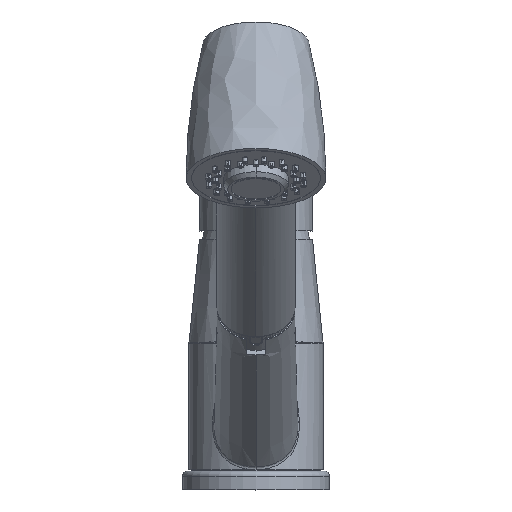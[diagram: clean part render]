
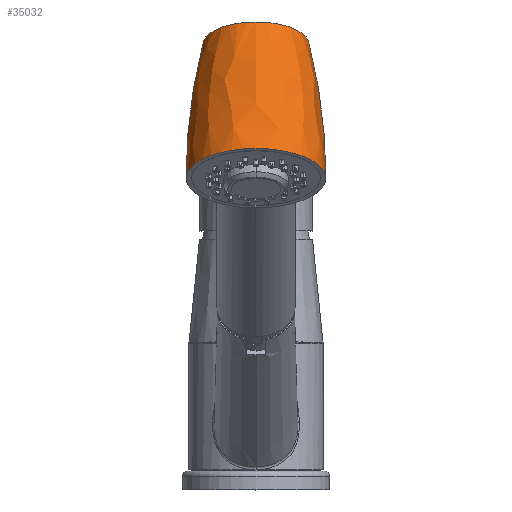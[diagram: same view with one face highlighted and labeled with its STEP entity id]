
A CAD part, top view. The second image highlights one B-rep face of the part: STEP entity #35032.
In plain terms, the highlighted free-form (B-spline) face has degree [3, 3] with [7, 4] control points.
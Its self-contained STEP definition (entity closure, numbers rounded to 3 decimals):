
#6974=CARTESIAN_POINT('',(219.125,114.566,199.401));
#6975=DIRECTION('',(0.,-0.423,-0.906));
#6976=DIRECTION('',(-1.,0.,0.));
#6977=AXIS2_PLACEMENT_3D('',#6974,#6975,#6976);
#6984=CARTESIAN_POINT('',(-219.125,114.566,199.401));
#6985=DIRECTION('',(0.,0.423,0.906));
#6986=DIRECTION('',(1.,0.,0.));
#6987=AXIS2_PLACEMENT_3D('',#6984,#6985,#6986);
#7146=CARTESIAN_POINT('',(0.,164.266,
176.225));
#7147=DIRECTION('',(0.,0.906,-0.423));
#7148=DIRECTION('',(-1.,0.,0.));
#7149=AXIS2_PLACEMENT_3D('',#7146,#7147,#7148);
#7151=CARTESIAN_POINT('',(0.,114.566,
199.401));
#7152=DIRECTION('',(0.,-0.906,0.423));
#7153=DIRECTION('',(1.,0.,0.));
#7154=AXIS2_PLACEMENT_3D('',#7151,#7152,#7153);
#23434=CARTESIAN_POINT('',(26.,114.566,199.401));
#23435=CARTESIAN_POINT('',(-26.,114.566,199.401));
#23436=VERTEX_POINT('',#23434);
#23437=VERTEX_POINT('',#23435);
#23465=CARTESIAN_POINT('',(-19.787,164.266,
176.225));
#23466=CARTESIAN_POINT('',(19.787,164.266,176.225));
#23467=VERTEX_POINT('',#23465);
#23468=VERTEX_POINT('',#23466);
#34996=CARTESIAN_POINT('',(19.499,164.724,174.658));
#34997=CARTESIAN_POINT('',(23.874,147.651,182.316));
#34998=CARTESIAN_POINT('',(26.033,130.288,190.263));
#34999=CARTESIAN_POINT('',(25.946,112.874,198.389));
#35000=CARTESIAN_POINT('',(20.254,169.796,185.533));
#35001=CARTESIAN_POINT('',(24.798,153.86,195.631));
#35002=CARTESIAN_POINT('',(27.041,137.058,204.782));
#35003=CARTESIAN_POINT('',(26.951,119.622,212.86));
#35004=CARTESIAN_POINT('',(12.023,173.5,193.477));
#35005=CARTESIAN_POINT('',(14.721,158.395,205.357));
#35006=CARTESIAN_POINT('',(16.052,142.004,215.387));
#35007=CARTESIAN_POINT('',(15.999,124.551,223.43));
#35008=CARTESIAN_POINT('',(0.,173.5,
193.477));
#35009=CARTESIAN_POINT('',(0.,158.395,
205.357));
#35010=CARTESIAN_POINT('',(0.,142.004,
215.387));
#35011=CARTESIAN_POINT('',(0.,124.551,
223.43));
#35012=CARTESIAN_POINT('',(-12.023,173.5,
193.477));
#35013=CARTESIAN_POINT('',(-14.721,158.395,
205.357));
#35014=CARTESIAN_POINT('',(-16.052,142.004,
215.387));
#35015=CARTESIAN_POINT('',(-15.999,124.551,
223.43));
#35016=CARTESIAN_POINT('',(-20.254,169.796,
185.533));
#35017=CARTESIAN_POINT('',(-24.798,153.86,
195.631));
#35018=CARTESIAN_POINT('',(-27.041,137.058,
204.782));
#35019=CARTESIAN_POINT('',(-26.951,119.622,
212.86));
#35020=CARTESIAN_POINT('',(-19.499,164.724,
174.658));
#35021=CARTESIAN_POINT('',(-23.874,147.651,
182.316));
#35022=CARTESIAN_POINT('',(-26.033,130.288,
190.263));
#35023=CARTESIAN_POINT('',(-25.946,112.874,
198.389));
#35024=(BOUNDED_SURFACE()B_SPLINE_SURFACE(3,3,((#34996,#34997,#34998,#34999),(
#35000,#35001,#35002,#35003),(#35004,#35005,#35006,#35007),(#35008,#35009,
#35010,#35011),(#35012,#35013,#35014,#35015),(#35016,#35017,#35018,#35019),(
#35020,#35021,#35022,#35023)),.UNSPECIFIED.,.F.,.F.,.F.)B_SPLINE_SURFACE_WITH_KNOTS((4,3,4),(4,4),(0.,1.,2.),(0.,1.),.UNSPECIFIED.)GEOMETRIC_REPRESENTATION_ITEM()RATIONAL_B_SPLINE_SURFACE(((1.191,1.186,
1.186,1.191),(0.941,0.937,
0.937,0.941),(0.941,0.937,
0.937,0.941),(1.191,1.186,
1.186,1.191),(0.941,0.937,
0.937,0.941),(0.941,0.937,
0.937,0.941),(1.191,1.186,
1.186,1.191)))REPRESENTATION_ITEM('')SURFACE());
#35025=ORIENTED_EDGE('',*,*,#34733,.T.);
#35026=ORIENTED_EDGE('',*,*,#34981,.F.);
#35028=ORIENTED_EDGE('',*,*,#35027,.T.);
#35029=ORIENTED_EDGE('',*,*,#34977,.T.);
#35030=EDGE_LOOP('',(#35025,#35026,#35028,#35029));
#35031=FACE_OUTER_BOUND('',#35030,.F.);
#35032=ADVANCED_FACE('',(#35031),#35024,.T.);
#6978=CIRCLE('',#6977,245.125);
#6988=CIRCLE('',#6987,245.125);
#7150=CIRCLE('',#7149,19.787);
#7155=CIRCLE('',#7154,26.);
#34733=EDGE_CURVE('',#23467,#23468,#7150,.T.);
#34977=EDGE_CURVE('',#23437,#23467,#6978,.T.);
#34981=EDGE_CURVE('',#23436,#23468,#6988,.T.);
#35027=EDGE_CURVE('',#23436,#23437,#7155,.T.);
